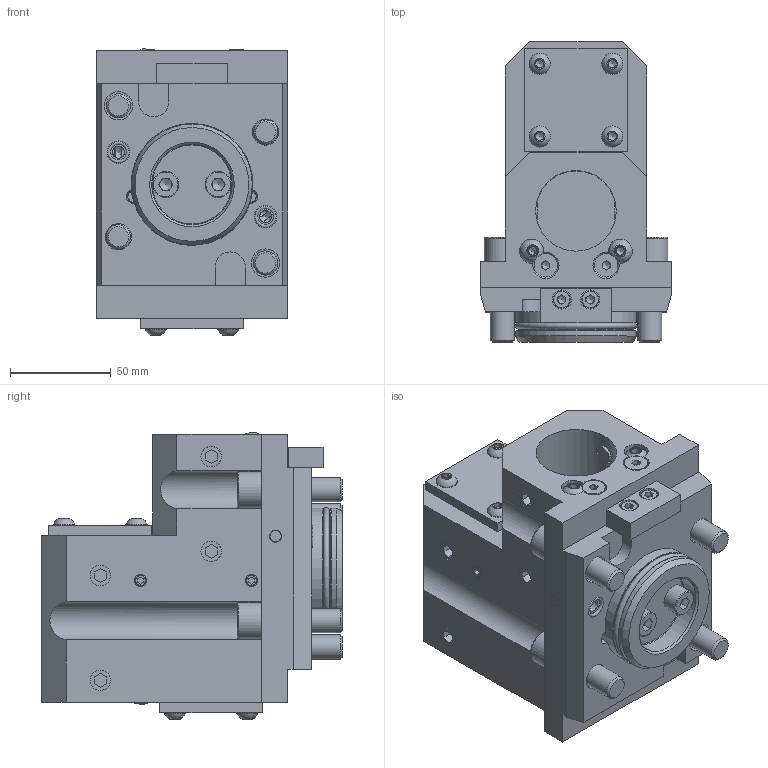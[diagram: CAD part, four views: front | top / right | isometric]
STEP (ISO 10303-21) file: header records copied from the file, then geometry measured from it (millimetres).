
FILE_DESCRIPTION (( 'STEP AP214' ), '1' );
FILE_NAME ('E10BD40K60X50105.STEP', '2022-01-20T08:45:41', ( '' ), ( '' ), 'SwSTEP 2.0', 'SolidWorks 2016', '' );
FILE_SCHEMA (( 'AUTOMOTIVE_DESIGN' ));
Length unit declared in the file: millimetre
Products named in the file (19): KM60-01-0008_Finito; KM60-03-0002_Finito; KM60-04-0002_Finito; E10BD40K60X50105; 10.57.75.04_Finito_Finito; 050JOG_O-Ring 3x54.5(FKM)_050JOG_O-Ring 3x54.5(FKM); 060213_Vite M5 X 12_060213_Vite M5 X 12; 06023U_Vite M12 X 40_06023U_Vite M12 X 40; 050JOH_O-Ring 3.0x45(VITON)_050JOH_O-Ring 3.0x45(VITON); Logo Algra_R_NEW_Logo Algra - x1; 06022H_Vite M8 X 25_06022H_Vite M8 X 25; 050JTH_O-Ring 1.5x9.5 (VITON)_050JTH; 0602UB_Vite(TSPCEI)M6x8_0602UB_Vite(TSPCEI)M6x8; NL-10-0001_Finito; 0609GI_Grano_BL (M6x4)_0609GI_Grano_BL (M6x4); 050J1N_O-Ring 1,78x7,66(VITON)_050J1N_O-Ring 1,78x7,66; 06096I_Vite(STCEIEC)M12x16_06096I_Vite(STCEIEC)M12x16; 050P2L_Tappo espansione 6x9.3_050P2L_Tappo espansione 6x9.3; 0602Q3_Vite M6 X 12_0602Q3_Vite M6 X 12
Assembly tree (54 placements, depth 2):
  E10BD40K60X50105
    KM60-01-0008_Finito
    KM60-04-0002_Finito
    060213_Vite M5 X 12_060213_Vite M5 X 12  x2
    06023U_Vite M12 X 40_06023U_Vite M12 X 40  x4
    050JOG_O-Ring 3x54.5(FKM)_050JOG_O-Ring 3x54.5(FKM)
    NL-10-0001_Finito
    050J1N_O-Ring 1,78x7,66(VITON)_050J1N_O-Ring 1,78x7,66  x2
    06022H_Vite M8 X 25_06022H_Vite M8 X 25  x2
    050JOH_O-Ring 3.0x45(VITON)_050JOH_O-Ring 3.0x45(VITON)
    050P2L_Tappo espansione 6x9.3_050P2L_Tappo espansione 6x9.3  x4
    0609GI_Grano_BL (M6x4)_0609GI_Grano_BL (M6x4)  x4
    050JTH_O-Ring 1.5x9.5 (VITON)_050JTH  x4
    0602UB_Vite(TSPCEI)M6x8_0602UB_Vite(TSPCEI)M6x8  x4
    10.57.75.04_Finito_Finito  x4
    KM60-03-0002_Finito  x2
    0602Q3_Vite M6 X 12_0602Q3_Vite M6 X 12  x8
    06096I_Vite(STCEIEC)M12x16_06096I_Vite(STCEIEC)M12x16  x8
    Logo Algra_R_NEW_Logo Algra - x1
Bounding box: 95.01 x 149 x 142.08 mm (x, y, z)
Volume: 829918.5 mm3; surface area: 184222.8 mm2
Topology: 62 solids, 62 shells, 997 faces, 2253 edges, 1403 vertices
Faces by surface type: plane 590, cylinder 209, cone 138, torus 41, sphere 12, bspline 7
Full cylindrical faces by diameter (mm): 2 x1, 2.5 x1, 3 x1, 4.2 x6, 5 x22, 5.3 x2, 5.5 x2, 6 x36, 6.5 x8, 6.8 x2, 8 x3, 8.5 x10, 9 x2, 9.3 x4, 9.5 x2, 10.132 x1, 10.2 x8, 10.5 x8, 11.57 x4, 12 x18, 13 x4, 14 x2, 18 x4, 40 x3, 45 x1, 53.2 x1, 55 x1, 59.9 x2
Entity records: 17366 total; most frequent: CARTESIAN_POINT 4384, DIRECTION 2323, ORIENTED_EDGE 1932, EDGE_CURVE 966, AXIS2_PLACEMENT_3D 885, EDGE_LOOP 773, VERTEX_POINT 705, FACE_OUTER_BOUND 612
